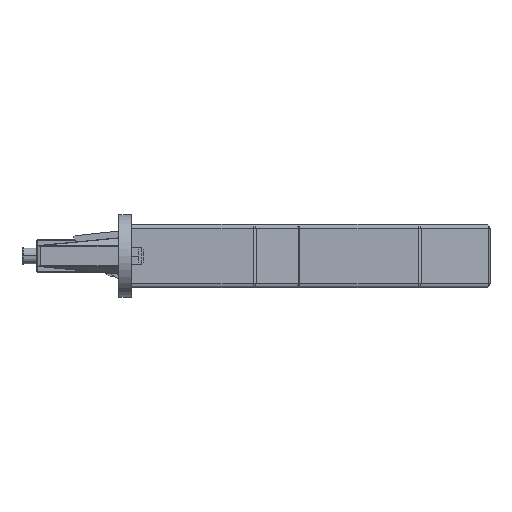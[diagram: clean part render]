
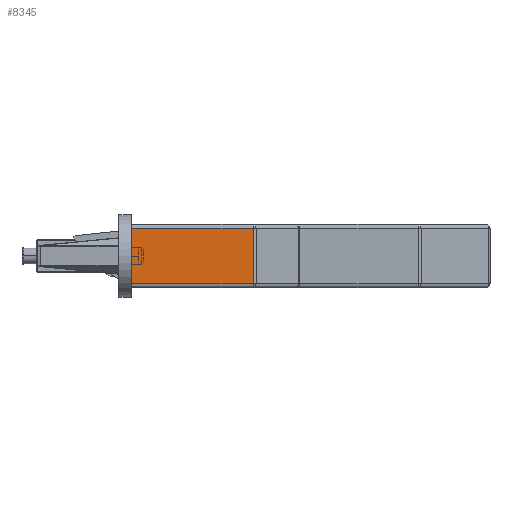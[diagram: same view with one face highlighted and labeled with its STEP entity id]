
A CAD part, front view. The second image highlights one B-rep face of the part: STEP entity #8345.
In plain terms, the highlighted planar face has unit normal (0, -1, 0).
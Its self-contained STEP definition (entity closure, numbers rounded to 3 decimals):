
#10 = VERTEX_POINT ( 'NONE', #16403 ) ;
#813 = VECTOR ( 'NONE', #20945, 1000. ) ;
#919 = EDGE_LOOP ( 'NONE', ( #20668, #15628, #13256, #9629 ) ) ;
#1522 = FACE_OUTER_BOUND ( 'NONE', #919, .T. ) ;
#1868 = PLANE ( 'NONE',  #10333 ) ;
#2433 = VECTOR ( 'NONE', #8010, 1000. ) ;
#3409 = EDGE_CURVE ( 'NONE', #10334, #22020, #4631, .T. ) ;
#3633 = DIRECTION ( 'NONE',  ( -1., 0., 0. ) ) ;
#4631 = LINE ( 'NONE', #17151, #2433 ) ;
#5278 = CARTESIAN_POINT ( 'NONE',  ( 27.3, -33.75, 12.25 ) ) ;
#6209 = CARTESIAN_POINT ( 'NONE',  ( -13.5, -33.75, 11.25 ) ) ;
#6240 = VERTEX_POINT ( 'NONE', #18337 ) ;
#6694 = LINE ( 'NONE', #13831, #813 ) ;
#8010 = DIRECTION ( 'NONE',  ( 0., 0., -1. ) ) ;
#8345 = ADVANCED_FACE ( 'NONE', ( #1522 ), #1868, .F. ) ;
#8725 = EDGE_CURVE ( 'NONE', #22020, #6240, #12052, .T. ) ;
#9618 = DIRECTION ( 'NONE',  ( -1., 0., 0. ) ) ;
#9629 = ORIENTED_EDGE ( 'NONE', *, *, #8725, .T. ) ;
#9732 = LINE ( 'NONE', #16878, #18975 ) ;
#10333 = AXIS2_PLACEMENT_3D ( 'NONE', #5278, #21301, #3633 ) ;
#10334 = VERTEX_POINT ( 'NONE', #6209 ) ;
#12052 = LINE ( 'NONE', #15096, #15948 ) ;
#13256 = ORIENTED_EDGE ( 'NONE', *, *, #3409, .T. ) ;
#13831 = CARTESIAN_POINT ( 'NONE',  ( 16.086, -33.75, 12.25 ) ) ;
#15096 = CARTESIAN_POINT ( 'NONE',  ( 27.3, -33.75, -2.25 ) ) ;
#15628 = ORIENTED_EDGE ( 'NONE', *, *, #16789, .T. ) ;
#15948 = VECTOR ( 'NONE', #22205, 1000. ) ;
#16295 = CARTESIAN_POINT ( 'NONE',  ( -13.5, -33.75, -2.25 ) ) ;
#16403 = CARTESIAN_POINT ( 'NONE',  ( 16.086, -33.75, 11.25 ) ) ;
#16789 = EDGE_CURVE ( 'NONE', #10, #10334, #9732, .T. ) ;
#16878 = CARTESIAN_POINT ( 'NONE',  ( 27.3, -33.75, 11.25 ) ) ;
#17151 = CARTESIAN_POINT ( 'NONE',  ( -13.5, -33.75, 12.25 ) ) ;
#18337 = CARTESIAN_POINT ( 'NONE',  ( 16.086, -33.75, -2.25 ) ) ;
#18975 = VECTOR ( 'NONE', #9618, 1000. ) ;
#20023 = EDGE_CURVE ( 'NONE', #6240, #10, #6694, .T. ) ;
#20668 = ORIENTED_EDGE ( 'NONE', *, *, #20023, .T. ) ;
#20945 = DIRECTION ( 'NONE',  ( 0., 0., 1. ) ) ;
#21301 = DIRECTION ( 'NONE',  ( 0., 1., 0. ) ) ;
#22020 = VERTEX_POINT ( 'NONE', #16295 ) ;
#22205 = DIRECTION ( 'NONE',  ( 1., 0., 0. ) ) ;
